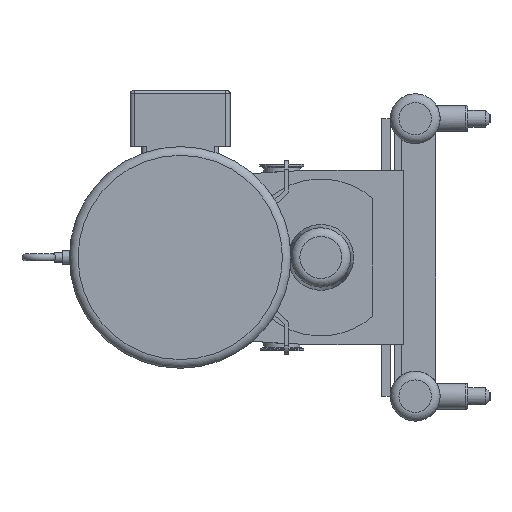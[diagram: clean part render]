
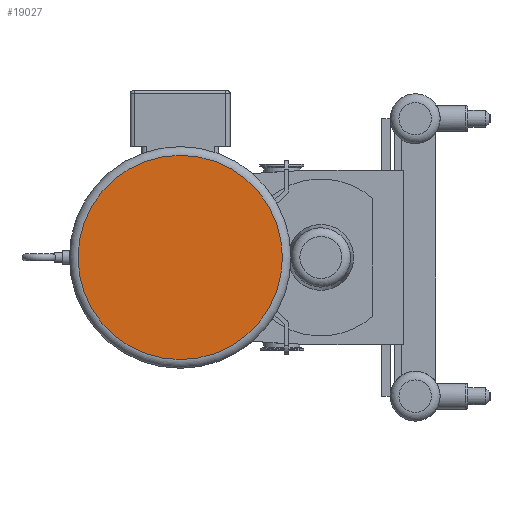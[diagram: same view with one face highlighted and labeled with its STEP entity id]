
A CAD part, left-side view. The second image highlights one B-rep face of the part: STEP entity #19027.
In plain terms, the highlighted planar face has unit normal (-1, 0, 0).
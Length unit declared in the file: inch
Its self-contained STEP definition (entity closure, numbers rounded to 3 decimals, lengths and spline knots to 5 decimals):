
#1305=PLANE('',#20972);
#5485=FACE_OUTER_BOUND('',#6642,.T.);
#6642=EDGE_LOOP('',(#17418,#17419));
#7596=CIRCLE('',#20973,5.89);
#7597=CIRCLE('',#20974,5.89);
#9391=VERTEX_POINT('',#36796);
#9392=VERTEX_POINT('',#36797);
#12119=EDGE_CURVE('',#9391,#9392,#7596,.T.);
#12120=EDGE_CURVE('',#9392,#9391,#7597,.T.);
#17418=ORIENTED_EDGE('',*,*,#12119,.F.);
#17419=ORIENTED_EDGE('',*,*,#12120,.F.);
#19027=ADVANCED_FACE('',(#5485),#1305,.T.);
#20972=AXIS2_PLACEMENT_3D('',#36795,#26211,#26212);
#20973=AXIS2_PLACEMENT_3D('',#36798,#26213,#26214);
#20974=AXIS2_PLACEMENT_3D('',#36799,#26215,#26216);
#26211=DIRECTION('center_axis',(-1.,0.,0.));
#26212=DIRECTION('ref_axis',(0.,1.,0.));
#26213=DIRECTION('center_axis',(1.,0.,0.));
#26214=DIRECTION('ref_axis',(0.,0.,
1.));
#26215=DIRECTION('center_axis',(1.,0.,0.));
#26216=DIRECTION('ref_axis',(0.,0.,
1.));
#36795=CARTESIAN_POINT('Origin',(-52.358,5.86,-6.39));
#36796=CARTESIAN_POINT('',(-52.358,5.86,-5.89));
#36797=CARTESIAN_POINT('',(-52.358,11.75,0.));
#36798=CARTESIAN_POINT('Origin',(-52.358,5.86,0.));
#36799=CARTESIAN_POINT('Origin',(-52.358,5.86,0.));
